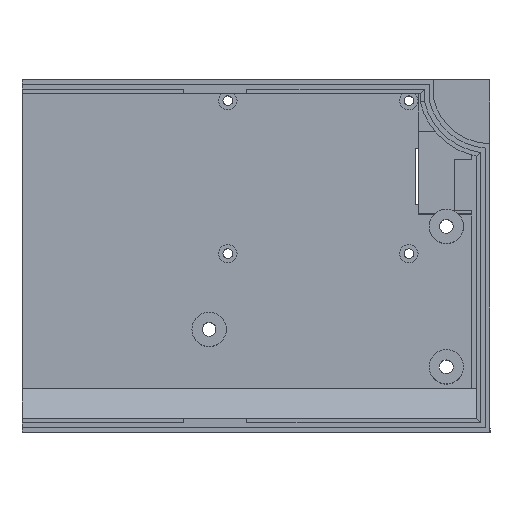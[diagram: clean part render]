
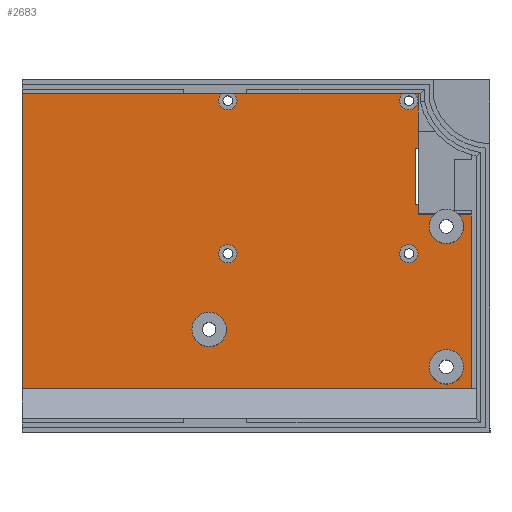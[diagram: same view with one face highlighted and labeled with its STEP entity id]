
A CAD part, top view. The second image highlights one B-rep face of the part: STEP entity #2683.
In plain terms, the highlighted planar face has unit normal (0, 0, 1).
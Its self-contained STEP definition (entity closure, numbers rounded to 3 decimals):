
#245 = VERTEX_POINT('',#246);
#246 = CARTESIAN_POINT('',(0.05,99.,3.));
#252 = EDGE_CURVE('',#253,#245,#255,.T.);
#253 = VERTEX_POINT('',#254);
#254 = CARTESIAN_POINT('',(0.05,3.,3.));
#255 = LINE('',#256,#257);
#256 = CARTESIAN_POINT('',(0.05,27.5,3.));
#257 = VECTOR('',#258,1.);
#258 = DIRECTION('',(0.,1.,0.));
#1208 = VERTEX_POINT('',#1209);
#1209 = CARTESIAN_POINT('',(127.,79.9,3.));
#1215 = EDGE_CURVE('',#1216,#1208,#1218,.T.);
#1216 = VERTEX_POINT('',#1217);
#1217 = CARTESIAN_POINT('',(126.,79.9,3.));
#1218 = LINE('',#1219,#1220);
#1219 = CARTESIAN_POINT('',(0.,79.9,3.));
#1220 = VECTOR('',#1221,1.);
#1221 = DIRECTION('',(1.,0.,0.));
#1239 = EDGE_CURVE('',#1240,#1216,#1242,.T.);
#1240 = VERTEX_POINT('',#1241);
#1241 = CARTESIAN_POINT('',(126.,61.9,3.));
#1242 = LINE('',#1243,#1244);
#1243 = CARTESIAN_POINT('',(126.,39.95,3.));
#1244 = VECTOR('',#1245,1.);
#1245 = DIRECTION('',(0.,1.,0.));
#1263 = EDGE_CURVE('',#1264,#1240,#1266,.T.);
#1264 = VERTEX_POINT('',#1265);
#1265 = CARTESIAN_POINT('',(127.,61.9,3.));
#1266 = LINE('',#1267,#1268);
#1267 = CARTESIAN_POINT('',(-12.,61.9,3.));
#1268 = VECTOR('',#1269,1.);
#1269 = DIRECTION('',(-1.,0.,0.));
#2360 = VERTEX_POINT('',#2361);
#2361 = CARTESIAN_POINT('',(144.,3.,3.));
#2367 = EDGE_CURVE('',#2360,#253,#2368,.T.);
#2368 = LINE('',#2369,#2370);
#2369 = CARTESIAN_POINT('',(-150.,3.,3.));
#2370 = VECTOR('',#2371,1.);
#2371 = DIRECTION('',(-1.,0.,0.));
#2683 = ADVANCED_FACE('',(#2684,#2760,#2771,#2782,#2793,#2804,#2815),
  #2826,.T.);
#2684 = FACE_BOUND('',#2685,.T.);
#2685 = EDGE_LOOP('',(#2686,#2687,#2688,#2696,#2704,#2713,#2721,#2727,
    #2728,#2729,#2730,#2738,#2746,#2754));
#2686 = ORIENTED_EDGE('',*,*,#252,.F.);
#2687 = ORIENTED_EDGE('',*,*,#2367,.F.);
#2688 = ORIENTED_EDGE('',*,*,#2689,.T.);
#2689 = EDGE_CURVE('',#2360,#2690,#2692,.T.);
#2690 = VERTEX_POINT('',#2691);
#2691 = CARTESIAN_POINT('',(144.,59.,3.));
#2692 = LINE('',#2693,#2694);
#2693 = CARTESIAN_POINT('',(144.,31.5,3.));
#2694 = VECTOR('',#2695,1.);
#2695 = DIRECTION('',(0.,1.,0.));
#2696 = ORIENTED_EDGE('',*,*,#2697,.F.);
#2697 = EDGE_CURVE('',#2698,#2690,#2700,.T.);
#2698 = VERTEX_POINT('',#2699);
#2699 = CARTESIAN_POINT('',(139.775,59.,3.));
#2700 = LINE('',#2701,#2702);
#2701 = CARTESIAN_POINT('',(127.,59.,3.));
#2702 = VECTOR('',#2703,1.);
#2703 = DIRECTION('',(1.,0.,0.));
#2704 = ORIENTED_EDGE('',*,*,#2705,.F.);
#2705 = EDGE_CURVE('',#2706,#2698,#2708,.T.);
#2706 = VERTEX_POINT('',#2707);
#2707 = CARTESIAN_POINT('',(132.225,59.,3.));
#2708 = CIRCLE('',#2709,5.5);
#2709 = AXIS2_PLACEMENT_3D('',#2710,#2711,#2712);
#2710 = CARTESIAN_POINT('',(136.,55.,3.));
#2711 = DIRECTION('',(0.,-0.,1.));
#2712 = DIRECTION('',(0.,1.,0.));
#2713 = ORIENTED_EDGE('',*,*,#2714,.F.);
#2714 = EDGE_CURVE('',#2715,#2706,#2717,.T.);
#2715 = VERTEX_POINT('',#2716);
#2716 = CARTESIAN_POINT('',(127.,59.,3.));
#2717 = LINE('',#2718,#2719);
#2718 = CARTESIAN_POINT('',(127.,59.,3.));
#2719 = VECTOR('',#2720,1.);
#2720 = DIRECTION('',(1.,0.,0.));
#2721 = ORIENTED_EDGE('',*,*,#2722,.F.);
#2722 = EDGE_CURVE('',#1264,#2715,#2723,.T.);
#2723 = LINE('',#2724,#2725);
#2724 = CARTESIAN_POINT('',(127.,85.5,3.));
#2725 = VECTOR('',#2726,1.);
#2726 = DIRECTION('',(0.,-1.,0.));
#2727 = ORIENTED_EDGE('',*,*,#1263,.T.);
#2728 = ORIENTED_EDGE('',*,*,#1239,.T.);
#2729 = ORIENTED_EDGE('',*,*,#1215,.T.);
#2730 = ORIENTED_EDGE('',*,*,#2731,.F.);
#2731 = EDGE_CURVE('',#2732,#1208,#2734,.T.);
#2732 = VERTEX_POINT('',#2733);
#2733 = CARTESIAN_POINT('',(127.,85.5,3.));
#2734 = LINE('',#2735,#2736);
#2735 = CARTESIAN_POINT('',(127.,85.5,3.));
#2736 = VECTOR('',#2737,1.);
#2737 = DIRECTION('',(0.,-1.,0.));
#2738 = ORIENTED_EDGE('',*,*,#2739,.T.);
#2739 = EDGE_CURVE('',#2732,#2740,#2742,.T.);
#2740 = VERTEX_POINT('',#2741);
#2741 = CARTESIAN_POINT('',(127.,98.5,3.));
#2742 = LINE('',#2743,#2744);
#2743 = CARTESIAN_POINT('',(127.,47.75,3.));
#2744 = VECTOR('',#2745,1.);
#2745 = DIRECTION('',(0.,1.,0.));
#2746 = ORIENTED_EDGE('',*,*,#2747,.F.);
#2747 = EDGE_CURVE('',#2748,#2740,#2750,.T.);
#2748 = VERTEX_POINT('',#2749);
#2749 = CARTESIAN_POINT('',(127.,99.,3.));
#2750 = LINE('',#2751,#2752);
#2751 = CARTESIAN_POINT('',(127.,99.,3.));
#2752 = VECTOR('',#2753,1.);
#2753 = DIRECTION('',(0.,-1.,0.));
#2754 = ORIENTED_EDGE('',*,*,#2755,.F.);
#2755 = EDGE_CURVE('',#245,#2748,#2756,.T.);
#2756 = LINE('',#2757,#2758);
#2757 = CARTESIAN_POINT('',(-150.,99.,3.));
#2758 = VECTOR('',#2759,1.);
#2759 = DIRECTION('',(1.,0.,0.));
#2760 = FACE_BOUND('',#2761,.T.);
#2761 = EDGE_LOOP('',(#2762));
#2762 = ORIENTED_EDGE('',*,*,#2763,.F.);
#2763 = EDGE_CURVE('',#2764,#2764,#2766,.T.);
#2764 = VERTEX_POINT('',#2765);
#2765 = CARTESIAN_POINT('',(136.,15.5,3.));
#2766 = CIRCLE('',#2767,5.5);
#2767 = AXIS2_PLACEMENT_3D('',#2768,#2769,#2770);
#2768 = CARTESIAN_POINT('',(136.,10.,3.));
#2769 = DIRECTION('',(0.,-0.,1.));
#2770 = DIRECTION('',(0.,1.,0.));
#2771 = FACE_BOUND('',#2772,.T.);
#2772 = EDGE_LOOP('',(#2773));
#2773 = ORIENTED_EDGE('',*,*,#2774,.F.);
#2774 = EDGE_CURVE('',#2775,#2775,#2777,.T.);
#2775 = VERTEX_POINT('',#2776);
#2776 = CARTESIAN_POINT('',(126.95,46.3,3.));
#2777 = CIRCLE('',#2778,2.95);
#2778 = AXIS2_PLACEMENT_3D('',#2779,#2780,#2781);
#2779 = CARTESIAN_POINT('',(124.,46.3,3.));
#2780 = DIRECTION('',(0.,0.,1.));
#2781 = DIRECTION('',(1.,0.,0.));
#2782 = FACE_BOUND('',#2783,.T.);
#2783 = EDGE_LOOP('',(#2784));
#2784 = ORIENTED_EDGE('',*,*,#2785,.F.);
#2785 = EDGE_CURVE('',#2786,#2786,#2788,.T.);
#2786 = VERTEX_POINT('',#2787);
#2787 = CARTESIAN_POINT('',(60.,27.5,3.));
#2788 = CIRCLE('',#2789,5.5);
#2789 = AXIS2_PLACEMENT_3D('',#2790,#2791,#2792);
#2790 = CARTESIAN_POINT('',(60.,22.,3.));
#2791 = DIRECTION('',(0.,-0.,1.));
#2792 = DIRECTION('',(0.,1.,0.));
#2793 = FACE_BOUND('',#2794,.T.);
#2794 = EDGE_LOOP('',(#2795));
#2795 = ORIENTED_EDGE('',*,*,#2796,.F.);
#2796 = EDGE_CURVE('',#2797,#2797,#2799,.T.);
#2797 = VERTEX_POINT('',#2798);
#2798 = CARTESIAN_POINT('',(68.95,46.3,3.));
#2799 = CIRCLE('',#2800,2.95);
#2800 = AXIS2_PLACEMENT_3D('',#2801,#2802,#2803);
#2801 = CARTESIAN_POINT('',(66.,46.3,3.));
#2802 = DIRECTION('',(0.,0.,1.));
#2803 = DIRECTION('',(1.,0.,0.));
#2804 = FACE_BOUND('',#2805,.T.);
#2805 = EDGE_LOOP('',(#2806));
#2806 = ORIENTED_EDGE('',*,*,#2807,.F.);
#2807 = EDGE_CURVE('',#2808,#2808,#2810,.T.);
#2808 = VERTEX_POINT('',#2809);
#2809 = CARTESIAN_POINT('',(126.95,95.3,3.));
#2810 = CIRCLE('',#2811,2.95);
#2811 = AXIS2_PLACEMENT_3D('',#2812,#2813,#2814);
#2812 = CARTESIAN_POINT('',(124.,95.3,3.));
#2813 = DIRECTION('',(0.,0.,1.));
#2814 = DIRECTION('',(1.,0.,0.));
#2815 = FACE_BOUND('',#2816,.T.);
#2816 = EDGE_LOOP('',(#2817));
#2817 = ORIENTED_EDGE('',*,*,#2818,.F.);
#2818 = EDGE_CURVE('',#2819,#2819,#2821,.T.);
#2819 = VERTEX_POINT('',#2820);
#2820 = CARTESIAN_POINT('',(68.95,95.3,3.));
#2821 = CIRCLE('',#2822,2.95);
#2822 = AXIS2_PLACEMENT_3D('',#2823,#2824,#2825);
#2823 = CARTESIAN_POINT('',(66.,95.3,3.));
#2824 = DIRECTION('',(0.,0.,1.));
#2825 = DIRECTION('',(1.,0.,0.));
#2826 = PLANE('',#2827);
#2827 = AXIS2_PLACEMENT_3D('',#2828,#2829,#2830);
#2828 = CARTESIAN_POINT('',(-150.,0.,3.));
#2829 = DIRECTION('',(0.,0.,1.));
#2830 = DIRECTION('',(0.,1.,0.));
